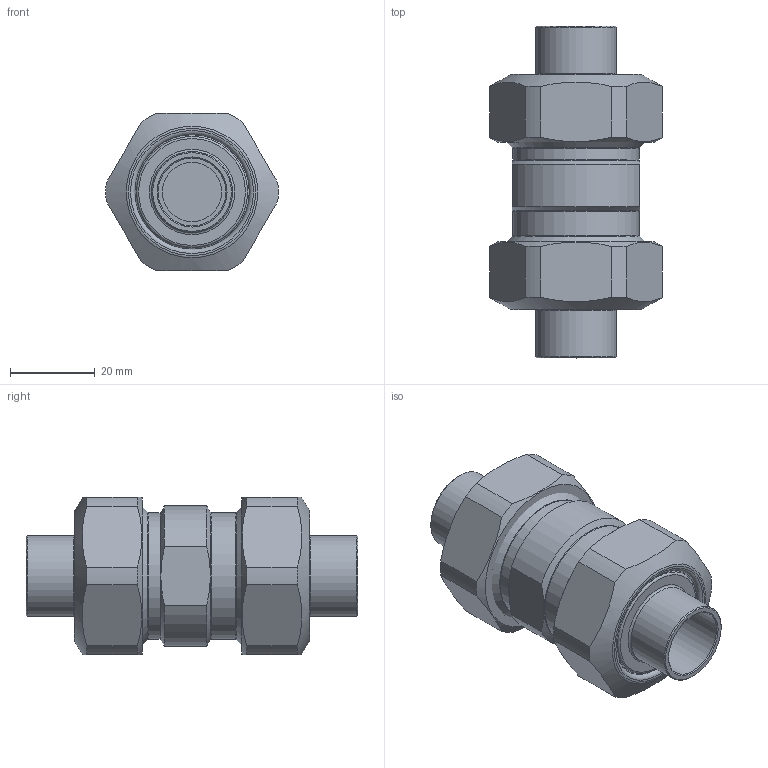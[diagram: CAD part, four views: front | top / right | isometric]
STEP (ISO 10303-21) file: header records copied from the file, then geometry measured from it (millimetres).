
FILE_DESCRIPTION(/* description */ (''),/* implementation_level */ '2;1');
FILE_NAME(/* name */ '304749A _Simplify_1.stp',/* time_stamp */ '2025-08-20T11:40:06-05:00',/* author */ ('ischreiner'),/* organization */ (''),/* preprocessor_version */ 'ST-DEVELOPER v20',/* originating_system */ 'Autodesk Inventor 2025',/* authorisation */ '');
FILE_SCHEMA (('AUTOMOTIVE_DESIGN { 1 0 10303 214 3 1 1 }'));
Length unit declared in the file: inch
Products named in the file (1): 304749A _Simplify_1
Bounding box: 40.63 x 78.1 x 37.08 mm (x, y, z)
Volume: 54802.7 mm3; surface area: 21057.3 mm2
Topology: 5 solids, 5 shells, 100 faces, 226 edges, 144 vertices
Faces by surface type: cylinder 34, plane 32, cone 18, torus 16
Full cylindrical faces by diameter (mm): 13.97 x2, 15.977 x2, 19.05 x2, 26.162 x2, 26.924 x2, 29.8 x2, 29.845 x2, 30 x2, 30.302 x2, 33 x2
Entity records: 3026 total; most frequent: CARTESIAN_POINT 571, DIRECTION 528, ORIENTED_EDGE 452, AXIS2_PLACEMENT_3D 233, EDGE_CURVE 226, VERTEX_POINT 144, CIRCLE 132, EDGE_LOOP 116
